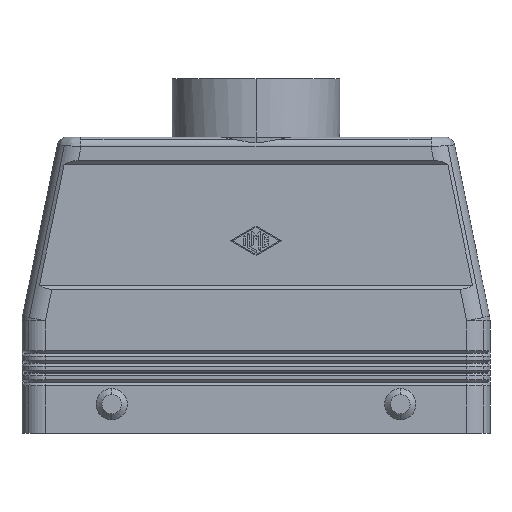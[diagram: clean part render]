
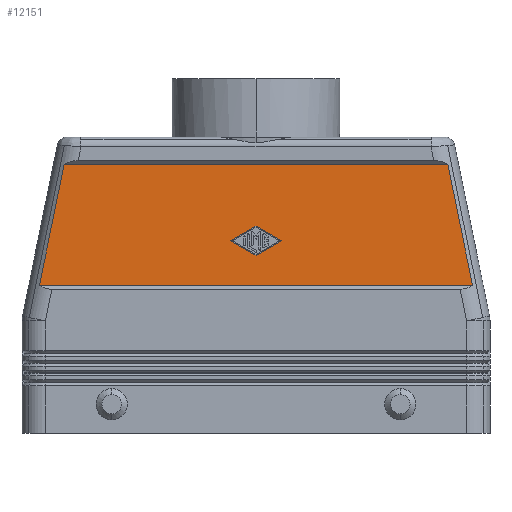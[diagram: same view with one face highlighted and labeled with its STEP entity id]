
A CAD part, front view. The second image highlights one B-rep face of the part: STEP entity #12151.
In plain terms, the highlighted planar face has unit normal (0, -1, 0).
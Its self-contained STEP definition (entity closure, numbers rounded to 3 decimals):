
#539=CARTESIAN_POINT('',(49.191,-20.5,69.0));
#540=VERTEX_POINT('',#539);
#548=CARTESIAN_POINT('',(55.525,-20.5,38.0));
#549=VERTEX_POINT('',#548);
#550=CARTESIAN_POINT('',(49.191,-20.5,69.0));
#551=DIRECTION('',(0.2,0.0,-0.98));
#552=VECTOR('',#551,31.64);
#553=LINE('',#550,#552);
#554=EDGE_CURVE('',#540,#549,#553,.T.);
#775=CARTESIAN_POINT('',(-55.525,-20.5,38.0));
#776=VERTEX_POINT('',#775);
#784=CARTESIAN_POINT('',(-49.191,-20.5,69.0));
#785=VERTEX_POINT('',#784);
#786=CARTESIAN_POINT('',(-55.525,-20.5,38.0));
#787=DIRECTION('',(0.2,0.0,0.98));
#788=VECTOR('',#787,31.64);
#789=LINE('',#786,#788);
#790=EDGE_CURVE('',#776,#785,#789,.T.);
#11296=CARTESIAN_POINT('',(0.,-20.5,53.149));
#11297=VERTEX_POINT('',#11296);
#11298=CARTESIAN_POINT('',(6.5,-20.5,49.4));
#11299=VERTEX_POINT('',#11298);
#11300=CARTESIAN_POINT('',(0.,-20.5,53.149));
#11301=DIRECTION('',(0.866,0.0,-0.5));
#11302=VECTOR('',#11301,7.504);
#11303=LINE('',#11300,#11302);
#11304=EDGE_CURVE('',#11297,#11299,#11303,.T.);
#11336=CARTESIAN_POINT('',(0.,-20.5,45.651));
#11337=VERTEX_POINT('',#11336);
#11338=CARTESIAN_POINT('',(6.5,-20.5,49.4));
#11339=DIRECTION('',(-0.866,0.0,-0.5));
#11340=VECTOR('',#11339,7.504);
#11341=LINE('',#11338,#11340);
#11342=EDGE_CURVE('',#11299,#11337,#11341,.T.);
#11420=CARTESIAN_POINT('',(-6.5,-20.5,49.4));
#11421=VERTEX_POINT('',#11420);
#11422=CARTESIAN_POINT('',(0.,-20.5,45.651));
#11423=DIRECTION('',(-0.866,0.0,0.5));
#11424=VECTOR('',#11423,7.504);
#11425=LINE('',#11422,#11424);
#11426=EDGE_CURVE('',#11337,#11421,#11425,.T.);
#11451=CARTESIAN_POINT('',(-6.5,-20.5,49.4));
#11452=DIRECTION('',(0.866,0.0,0.5));
#11453=VECTOR('',#11452,7.504);
#11454=LINE('',#11451,#11453);
#11455=EDGE_CURVE('',#11421,#11297,#11454,.T.);
#12124=CARTESIAN_POINT('',(0.0,-20.5,69.0));
#12125=DIRECTION('',(0.0,1.0,0.0));
#12126=DIRECTION('',(0.0,0.0,1.0));
#12127=AXIS2_PLACEMENT_3D('',#12124,#12125,#12126);
#12128=PLANE('',#12127);
#12129=ORIENTED_EDGE('',*,*,#554,.F.);
#12130=CARTESIAN_POINT('',(-49.191,-20.5,69.0));
#12131=DIRECTION('',(1.0,0.0,0.0));
#12132=VECTOR('',#12131,98.383);
#12133=LINE('',#12130,#12132);
#12134=EDGE_CURVE('',#785,#540,#12133,.T.);
#12135=ORIENTED_EDGE('',*,*,#12134,.F.);
#12136=ORIENTED_EDGE('',*,*,#790,.F.);
#12137=CARTESIAN_POINT('',(-55.525,-20.5,38.0));
#12138=DIRECTION('',(1.0,0.0,0.0));
#12139=VECTOR('',#12138,111.049);
#12140=LINE('',#12137,#12139);
#12141=EDGE_CURVE('',#776,#549,#12140,.T.);
#12142=ORIENTED_EDGE('',*,*,#12141,.T.);
#12143=EDGE_LOOP('',(#12129,#12135,#12136,#12142));
#12144=FACE_OUTER_BOUND('',#12143,.T.);
#12145=ORIENTED_EDGE('',*,*,#11426,.T.);
#12146=ORIENTED_EDGE('',*,*,#11455,.T.);
#12147=ORIENTED_EDGE('',*,*,#11304,.T.);
#12148=ORIENTED_EDGE('',*,*,#11342,.T.);
#12149=EDGE_LOOP('',(#12145,#12146,#12147,#12148));
#12150=FACE_BOUND('',#12149,.T.);
#12151=ADVANCED_FACE('',(#12144,#12150),#12128,.F.);
